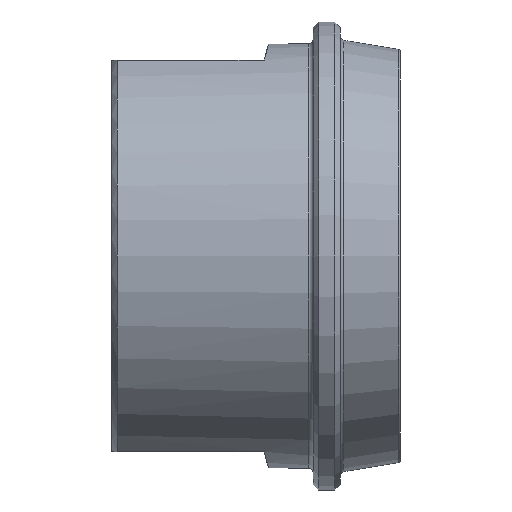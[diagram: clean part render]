
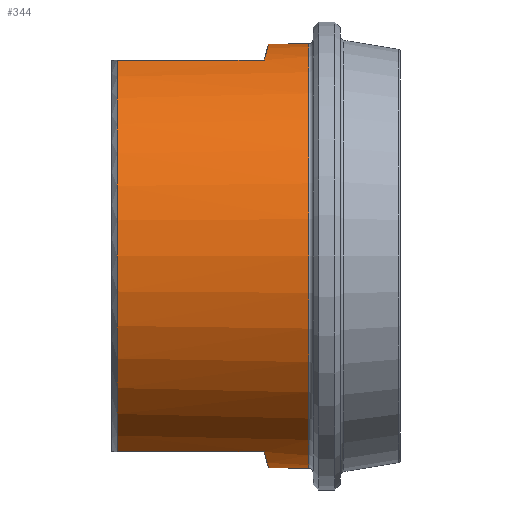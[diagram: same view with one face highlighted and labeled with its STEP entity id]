
A CAD part, front view. The second image highlights one B-rep face of the part: STEP entity #344.
In plain terms, the highlighted cylindrical face has radius 19.5 mm (diameter 39 mm), a full revolution.
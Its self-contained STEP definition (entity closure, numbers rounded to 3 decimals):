
#15=CYLINDRICAL_SURFACE('',#398,19.5);
#35=CIRCLE('',#387,19.5);
#36=CIRCLE('',#389,19.5);
#37=CIRCLE('',#390,19.5);
#38=CIRCLE('',#392,19.5);
#41=CIRCLE('',#395,19.5);
#60=ELLIPSE('',#378,20.188,19.5);
#61=ELLIPSE('',#381,20.188,19.5);
#71=FACE_OUTER_BOUND('',#94,.T.);
#94=EDGE_LOOP('',(#264,#265,#266,#267,#268,#269,#270,#271,#272,#273,#274,
#275,#276));
#108=LINE('',#555,#124);
#110=LINE('',#559,#126);
#112=LINE('',#574,#128);
#114=LINE('',#578,#130);
#116=LINE('',#609,#132);
#124=VECTOR('',#431,10.);
#126=VECTOR('',#433,10.);
#128=VECTOR('',#441,10.);
#130=VECTOR('',#443,10.);
#132=VECTOR('',#483,19.5);
#144=VERTEX_POINT('',#549);
#146=VERTEX_POINT('',#554);
#147=VERTEX_POINT('',#556);
#148=VERTEX_POINT('',#558);
#150=VERTEX_POINT('',#568);
#152=VERTEX_POINT('',#573);
#153=VERTEX_POINT('',#575);
#154=VERTEX_POINT('',#577);
#157=VERTEX_POINT('',#594);
#158=VERTEX_POINT('',#598);
#159=VERTEX_POINT('',#599);
#178=EDGE_CURVE('',#146,#144,#108,.T.);
#180=EDGE_CURVE('',#148,#147,#110,.T.);
#183=EDGE_CURVE('',#147,#146,#60,.T.);
#185=EDGE_CURVE('',#152,#150,#112,.T.);
#187=EDGE_CURVE('',#154,#153,#114,.T.);
#190=EDGE_CURVE('',#153,#152,#61,.T.);
#194=EDGE_CURVE('',#148,#150,#35,.T.);
#195=EDGE_CURVE('',#154,#157,#36,.T.);
#196=EDGE_CURVE('',#157,#144,#37,.T.);
#197=EDGE_CURVE('',#158,#159,#38,.T.);
#200=EDGE_CURVE('',#159,#158,#41,.T.);
#202=EDGE_CURVE('',#158,#157,#116,.T.);
#264=ORIENTED_EDGE('',*,*,#197,.F.);
#265=ORIENTED_EDGE('',*,*,#202,.T.);
#266=ORIENTED_EDGE('',*,*,#195,.F.);
#267=ORIENTED_EDGE('',*,*,#187,.T.);
#268=ORIENTED_EDGE('',*,*,#190,.T.);
#269=ORIENTED_EDGE('',*,*,#185,.T.);
#270=ORIENTED_EDGE('',*,*,#194,.F.);
#271=ORIENTED_EDGE('',*,*,#180,.T.);
#272=ORIENTED_EDGE('',*,*,#183,.T.);
#273=ORIENTED_EDGE('',*,*,#178,.T.);
#274=ORIENTED_EDGE('',*,*,#196,.F.);
#275=ORIENTED_EDGE('',*,*,#202,.F.);
#276=ORIENTED_EDGE('',*,*,#200,.F.);
#344=ADVANCED_FACE('',(#71),#15,.T.);
#378=AXIS2_PLACEMENT_3D('',#566,#437,#438);
#381=AXIS2_PLACEMENT_3D('',#585,#447,#448);
#387=AXIS2_PLACEMENT_3D('',#592,#459,#460);
#389=AXIS2_PLACEMENT_3D('',#595,#463,#464);
#390=AXIS2_PLACEMENT_3D('',#596,#465,#466);
#392=AXIS2_PLACEMENT_3D('',#600,#469,#470);
#395=AXIS2_PLACEMENT_3D('',#604,#475,#476);
#398=AXIS2_PLACEMENT_3D('',#608,#481,#482);
#431=DIRECTION('',(-1.,0.,0.));
#433=DIRECTION('',(1.,0.,0.));
#437=DIRECTION('center_axis',(0.966,0.,-0.259));
#438=DIRECTION('ref_axis',(0.259,0.,0.966));
#441=DIRECTION('',(-1.,0.,0.));
#443=DIRECTION('',(1.,0.,0.));
#447=DIRECTION('center_axis',(0.966,0.,0.259));
#448=DIRECTION('ref_axis',(-0.259,0.,0.966));
#459=DIRECTION('center_axis',(-1.,0.,0.));
#460=DIRECTION('ref_axis',(0.,-1.,0.));
#463=DIRECTION('center_axis',(-1.,0.,0.));
#464=DIRECTION('ref_axis',(0.,-1.,0.));
#465=DIRECTION('center_axis',(-1.,0.,0.));
#466=DIRECTION('ref_axis',(0.,-1.,0.));
#469=DIRECTION('center_axis',(1.,0.,0.));
#470=DIRECTION('ref_axis',(0.,-1.,0.));
#475=DIRECTION('center_axis',(1.,0.,0.));
#476=DIRECTION('ref_axis',(0.,-1.,0.));
#481=DIRECTION('center_axis',(1.,0.,0.));
#482=DIRECTION('ref_axis',(0.,1.,0.));
#483=DIRECTION('',(-1.,0.,0.));
#549=CARTESIAN_POINT('',(-26.,-7.5,18.));
#554=CARTESIAN_POINT('',(-12.5,-7.5,18.));
#555=CARTESIAN_POINT('',(-17.25,-7.5,18.));
#556=CARTESIAN_POINT('',(-12.5,7.5,18.));
#558=CARTESIAN_POINT('',(-26.,7.5,18.));
#559=CARTESIAN_POINT('',(-17.25,7.5,18.));
#566=CARTESIAN_POINT('Origin',(-17.323,0.,0.));
#568=CARTESIAN_POINT('',(-26.,7.5,-18.));
#573=CARTESIAN_POINT('',(-12.5,7.5,-18.));
#574=CARTESIAN_POINT('',(-17.25,7.5,-18.));
#575=CARTESIAN_POINT('',(-12.5,-7.5,-18.));
#577=CARTESIAN_POINT('',(-26.,-7.5,-18.));
#578=CARTESIAN_POINT('',(-17.25,-7.5,-18.));
#585=CARTESIAN_POINT('Origin',(-17.323,0.,0.));
#592=CARTESIAN_POINT('Origin',(-26.,0.,0.));
#594=CARTESIAN_POINT('',(-26.,-19.5,0.));
#595=CARTESIAN_POINT('Origin',(-26.,0.,0.));
#596=CARTESIAN_POINT('Origin',(-26.,0.,0.));
#598=CARTESIAN_POINT('',(-8.4,-19.5,0.));
#599=CARTESIAN_POINT('',(-8.4,0.,19.5));
#600=CARTESIAN_POINT('Origin',(-8.4,0.,0.));
#604=CARTESIAN_POINT('Origin',(-8.4,0.,0.));
#608=CARTESIAN_POINT('Origin',(-17.25,0.,0.));
#609=CARTESIAN_POINT('',(-17.25,-19.5,0.));
